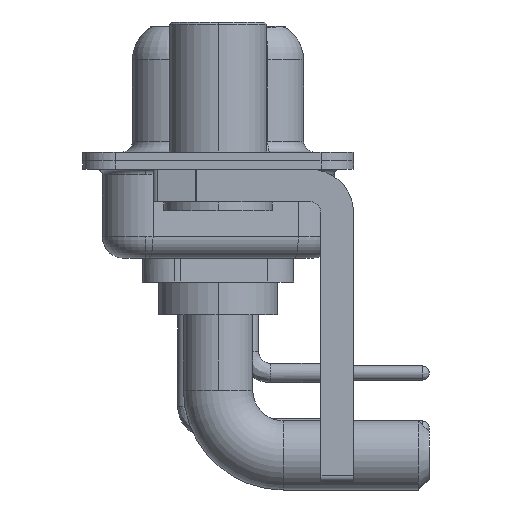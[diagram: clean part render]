
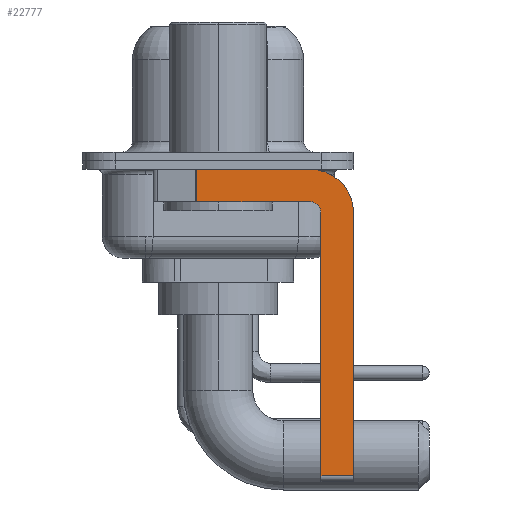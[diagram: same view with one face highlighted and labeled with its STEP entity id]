
A CAD part, left-side view. The second image highlights one B-rep face of the part: STEP entity #22777.
In plain terms, the highlighted planar face has unit normal (-1, 0, 0).
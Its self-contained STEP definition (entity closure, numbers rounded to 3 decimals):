
#360 = CARTESIAN_POINT ( 'NONE',  ( -2.9, -4.25, -2.4 ) ) ;
#803 = DIRECTION ( 'NONE',  ( 0., 0., -1. ) ) ;
#981 = FACE_OUTER_BOUND ( 'NONE', #25434, .T. ) ;
#1029 = AXIS2_PLACEMENT_3D ( 'NONE', #5991, #2018, #803 ) ;
#1111 = PLANE ( 'NONE',  #20537 ) ;
#1334 = VERTEX_POINT ( 'NONE', #26201 ) ;
#2018 = DIRECTION ( 'NONE',  ( 1., 0., 0. ) ) ;
#2039 = CIRCLE ( 'NONE', #22044, 0.5 ) ;
#2259 = ORIENTED_EDGE ( 'NONE', *, *, #11522, .F. ) ;
#2464 = LINE ( 'NONE', #2588, #18202 ) ;
#2588 = CARTESIAN_POINT ( 'NONE',  ( -2.9, -4.25, -14.55 ) ) ;
#2883 = CARTESIAN_POINT ( 'NONE',  ( -2.9, -4.25, -0.4 ) ) ;
#3285 = CARTESIAN_POINT ( 'NONE',  ( -2.9, -4.75, -2.4 ) ) ;
#3932 = VECTOR ( 'NONE', #23432, 1000. ) ;
#4229 = EDGE_CURVE ( 'NONE', #24489, #7554, #11157, .T. ) ;
#4736 = CARTESIAN_POINT ( 'NONE',  ( -2.9, -6.25, -2.4 ) ) ;
#4831 = DIRECTION ( 'NONE',  ( 0., 0., -1. ) ) ;
#4962 = CARTESIAN_POINT ( 'NONE',  ( -2.9, -4.25, -2.4 ) ) ;
#5312 = CARTESIAN_POINT ( 'NONE',  ( -2.9, 0.978, -1.9 ) ) ;
#5389 = ORIENTED_EDGE ( 'NONE', *, *, #24587, .F. ) ;
#5781 = CARTESIAN_POINT ( 'NONE',  ( -2.9, 0.978, -1.9 ) ) ;
#5791 = VECTOR ( 'NONE', #14585, 1000. ) ;
#5991 = CARTESIAN_POINT ( 'NONE',  ( -2.9, -4.25, -2.4 ) ) ;
#6434 = EDGE_CURVE ( 'NONE', #7554, #1334, #2039, .T. ) ;
#7158 = CARTESIAN_POINT ( 'NONE',  ( -2.9, -4.25, -1.9 ) ) ;
#7159 = CARTESIAN_POINT ( 'NONE',  ( -2.9, -4.75, -14.8 ) ) ;
#7554 = VERTEX_POINT ( 'NONE', #3285 ) ;
#7619 = VECTOR ( 'NONE', #13903, 1000. ) ;
#8590 = ORIENTED_EDGE ( 'NONE', *, *, #4229, .F. ) ;
#8752 = EDGE_CURVE ( 'NONE', #21548, #9575, #15767, .T. ) ;
#8820 = CARTESIAN_POINT ( 'NONE',  ( -2.9, 0.978, -0.4 ) ) ;
#9575 = VERTEX_POINT ( 'NONE', #5312 ) ;
#10176 = ORIENTED_EDGE ( 'NONE', *, *, #6434, .F. ) ;
#10483 = VECTOR ( 'NONE', #21569, 1000. ) ;
#10694 = DIRECTION ( 'NONE',  ( 0., -1., 0. ) ) ;
#10953 = VECTOR ( 'NONE', #25816, 1000. ) ;
#11157 = LINE ( 'NONE', #7159, #10483 ) ;
#11228 = CIRCLE ( 'NONE', #1029, 2. ) ;
#11522 = EDGE_CURVE ( 'NONE', #24849, #20357, #24234, .T. ) ;
#11800 = LINE ( 'NONE', #19948, #10953 ) ;
#12749 = EDGE_CURVE ( 'NONE', #24489, #20357, #2464, .T. ) ;
#12869 = ORIENTED_EDGE ( 'NONE', *, *, #14469, .F. ) ;
#13903 = DIRECTION ( 'NONE',  ( 0., 0., -1. ) ) ;
#14469 = EDGE_CURVE ( 'NONE', #21548, #25071, #11800, .T. ) ;
#14585 = DIRECTION ( 'NONE',  ( 0., 0., -1. ) ) ;
#14666 = CARTESIAN_POINT ( 'NONE',  ( -2.9, -4.75, -14.55 ) ) ;
#15767 = LINE ( 'NONE', #5781, #7619 ) ;
#16580 = DIRECTION ( 'NONE',  ( 0., 0., 1. ) ) ;
#17735 = ORIENTED_EDGE ( 'NONE', *, *, #12749, .T. ) ;
#18202 = VECTOR ( 'NONE', #10694, 1000. ) ;
#18219 = CARTESIAN_POINT ( 'NONE',  ( -2.9, -6.25, -2.4 ) ) ;
#18423 = CARTESIAN_POINT ( 'NONE',  ( -2.9, -6.25, -14.55 ) ) ;
#19948 = CARTESIAN_POINT ( 'NONE',  ( -2.9, 3., -0.4 ) ) ;
#20357 = VERTEX_POINT ( 'NONE', #18423 ) ;
#20537 = AXIS2_PLACEMENT_3D ( 'NONE', #4962, #25508, #4831 ) ;
#21548 = VERTEX_POINT ( 'NONE', #8820 ) ;
#21569 = DIRECTION ( 'NONE',  ( 0., 0., 1. ) ) ;
#22044 = AXIS2_PLACEMENT_3D ( 'NONE', #360, #22463, #16580 ) ;
#22463 = DIRECTION ( 'NONE',  ( -1., 0., 0. ) ) ;
#22777 = ADVANCED_FACE ( 'NONE', ( #981 ), #1111, .F. ) ;
#22915 = ORIENTED_EDGE ( 'NONE', *, *, #8752, .T. ) ;
#23235 = ORIENTED_EDGE ( 'NONE', *, *, #25845, .F. ) ;
#23432 = DIRECTION ( 'NONE',  ( 0., 1., 0. ) ) ;
#24234 = LINE ( 'NONE', #18219, #5791 ) ;
#24489 = VERTEX_POINT ( 'NONE', #14666 ) ;
#24587 = EDGE_CURVE ( 'NONE', #1334, #9575, #25445, .T. ) ;
#24849 = VERTEX_POINT ( 'NONE', #4736 ) ;
#25071 = VERTEX_POINT ( 'NONE', #2883 ) ;
#25434 = EDGE_LOOP ( 'NONE', ( #12869, #22915, #5389, #10176, #8590, #17735, #2259, #23235 ) ) ;
#25445 = LINE ( 'NONE', #7158, #3932 ) ;
#25508 = DIRECTION ( 'NONE',  ( 1., 0., 0. ) ) ;
#25816 = DIRECTION ( 'NONE',  ( 0., -1., 0. ) ) ;
#25845 = EDGE_CURVE ( 'NONE', #25071, #24849, #11228, .T. ) ;
#26201 = CARTESIAN_POINT ( 'NONE',  ( -2.9, -4.25, -1.9 ) ) ;
